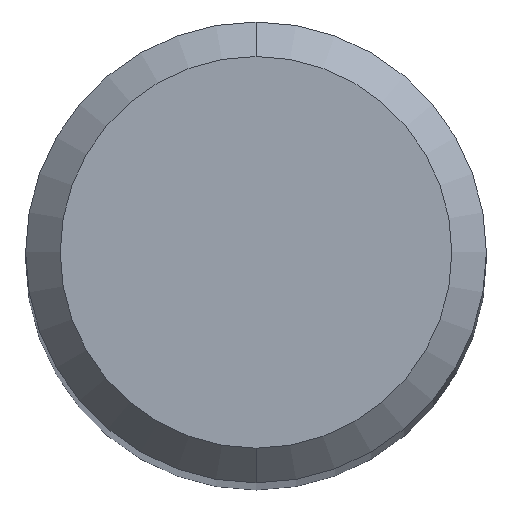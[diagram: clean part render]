
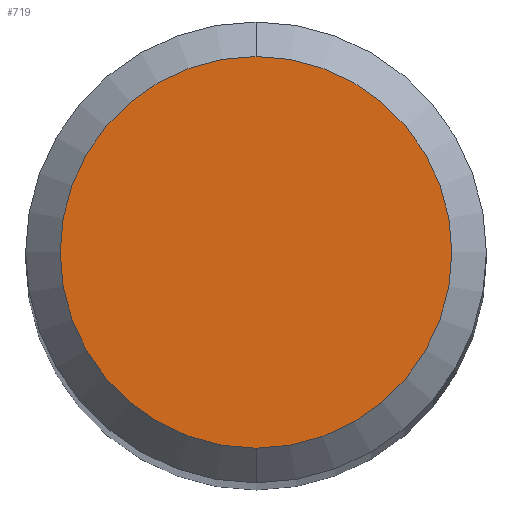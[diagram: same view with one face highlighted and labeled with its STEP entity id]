
A CAD part, top view. The second image highlights one B-rep face of the part: STEP entity #719.
In plain terms, the highlighted planar face has unit normal (0, 0, 1).
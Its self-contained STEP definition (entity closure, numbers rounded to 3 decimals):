
#335=VERTEX_POINT('',#923);
#709=EDGE_CURVE('',#335,#835,#1336,.T.);
#719=ADVANCED_FACE('',(#1346),#1347,.T.);
#787=EDGE_CURVE('',#835,#335,#1423,.T.);
#835=VERTEX_POINT('',#1474);
#923=CARTESIAN_POINT('',(0.0,1.7,0.0));
#1336=CIRCLE('',#4674,1.7);
#1346=FACE_OUTER_BOUND('',#4695,.T.);
#1347=PLANE('',#4696);
#1423=CIRCLE('',#4925,1.7);
#1474=CARTESIAN_POINT('',(0.,-1.7,0.0));
#4674=AXIS2_PLACEMENT_3D('',#5899,#5900,#5901);
#4695=EDGE_LOOP('',(#5906,#5907));
#4696=AXIS2_PLACEMENT_3D('',#5908,#5909,#5910);
#4925=AXIS2_PLACEMENT_3D('',#5995,#5996,#5997);
#5899=CARTESIAN_POINT('',(0.0,0.0,0.0));
#5900=DIRECTION('',(0.0,0.0,-1.0));
#5901=DIRECTION('',(0.0,1.0,0.0));
#5906=ORIENTED_EDGE('',*,*,#709,.F.);
#5907=ORIENTED_EDGE('',*,*,#787,.F.);
#5908=CARTESIAN_POINT('',(0.0,0.85,0.0));
#5909=DIRECTION('',(-0.0,0.0,1.0));
#5910=DIRECTION('',(0.0,-1.0,0.0));
#5995=CARTESIAN_POINT('',(0.0,0.0,0.0));
#5996=DIRECTION('',(0.0,0.0,-1.0));
#5997=DIRECTION('',(0.0,1.0,0.0));
